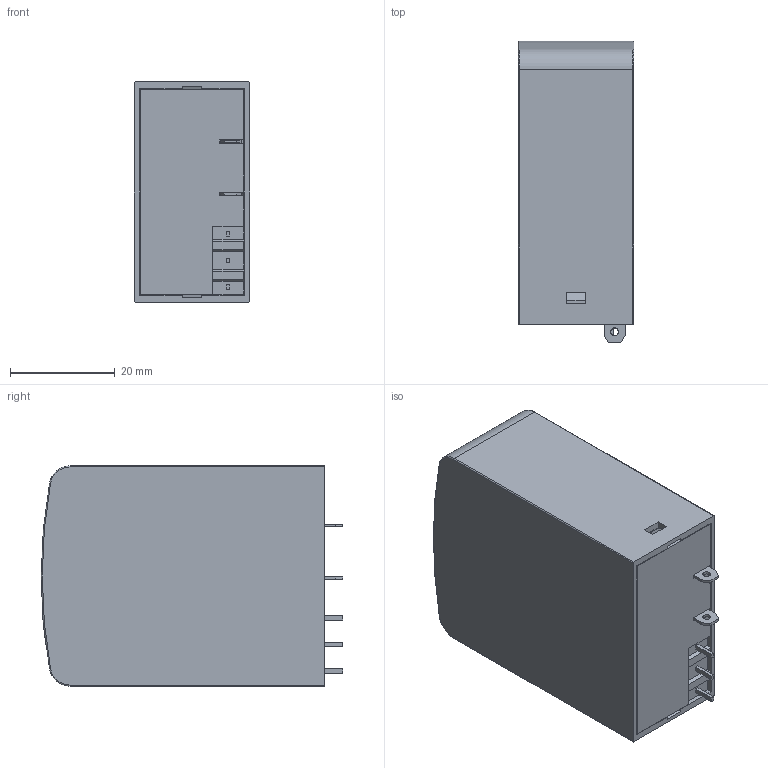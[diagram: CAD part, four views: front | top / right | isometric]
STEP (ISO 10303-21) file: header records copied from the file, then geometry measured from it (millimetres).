
FILE_DESCRIPTION (( 'STEP AP214' ), '1' );
FILE_NAME ('3D_PPV1-20200518.STEP', '2020-05-18T06:52:00', ( 'admin' ), ( '' ), 'SwSTEP 2.0', 'SolidWorks 2016', '' );
FILE_SCHEMA (( 'AUTOMOTIVE_DESIGN' ));
Length unit declared in the file: millimetre
Products named in the file (7): KW10-Z0P075; Box; 1P Cover-tmmov40; 3D_PPV1-20200518; Earth contactor-1; Spring-1; Indicator
Assembly tree (6 placements, depth 2):
  3D_PPV1-20200518
    Box
    Indicator
    Spring-1
    Earth contactor-1
    KW10-Z0P075
    1P Cover-tmmov40
Bounding box: 22 x 57.52 x 42 mm (x, y, z)
Volume: 17701.5 mm3; surface area: 28511 mm2
Topology: 8 solids, 8 shells, 432 faces, 1127 edges, 724 vertices
Faces by surface type: plane 291, cylinder 104, bspline 23, torus 12, cone 2
Full cylindrical faces by diameter (mm): 1.5 x2, 1.6 x1, 1.8 x1, 2 x2, 2.1 x2, 3.2 x1, 3.6 x1
Entity records: 14861 total; most frequent: CARTESIAN_POINT 3480, ORIENTED_EDGE 2224, DIRECTION 2117, EDGE_CURVE 1112, VECTOR 813, LINE 813, VERTEX_POINT 721, AXIS2_PLACEMENT_3D 652
